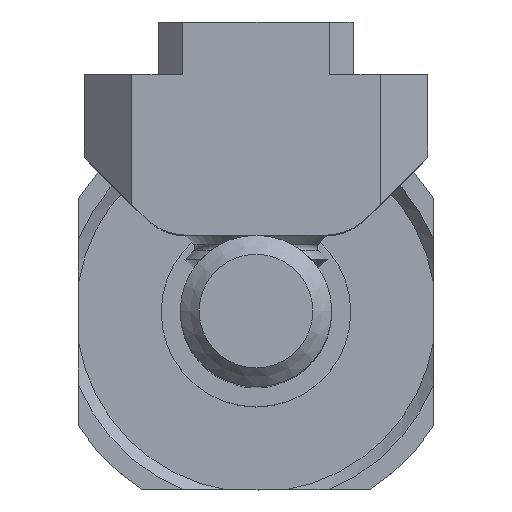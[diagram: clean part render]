
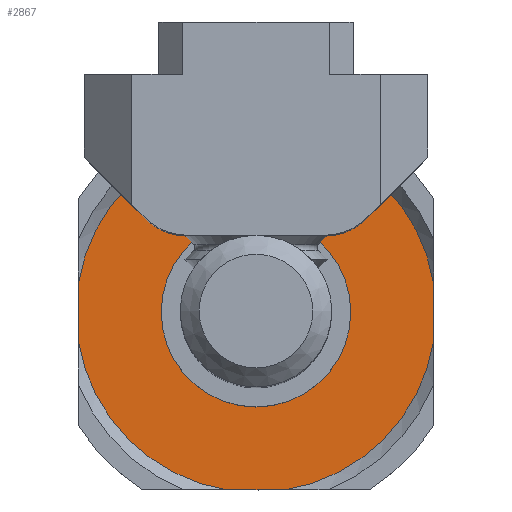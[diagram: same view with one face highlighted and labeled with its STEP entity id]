
A CAD part, top view. The second image highlights one B-rep face of the part: STEP entity #2867.
In plain terms, the highlighted planar face has unit normal (0, 0, 1).
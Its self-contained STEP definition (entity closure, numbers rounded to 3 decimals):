
#2583=CARTESIAN_POINT('',(-4.0,-3.2,0.0));
#2584=VERTEX_POINT('',#2583);
#2585=CARTESIAN_POINT('',(0.,-3.2,0.0));
#2586=DIRECTION('',(0.0,0.0,1.0));
#2587=DIRECTION('',(-1.0,0.0,0.0));
#2588=AXIS2_PLACEMENT_3D('',#2585,#2586,#2587);
#2589=CIRCLE('',#2588,4.0);
#2590=EDGE_CURVE('',#2584,#2584,#2589,.T.);
#2667=CARTESIAN_POINT('',(1.229,4.3,0.0));
#2668=VERTEX_POINT('',#2667);
#2682=CARTESIAN_POINT('',(7.5,-1.971,0.0));
#2683=VERTEX_POINT('',#2682);
#2684=CARTESIAN_POINT('',(0.,-3.2,0.0));
#2685=DIRECTION('',(0.0,0.0,1.0));
#2686=DIRECTION('',(-1.0,0.0,0.0));
#2687=AXIS2_PLACEMENT_3D('',#2684,#2685,#2686);
#2688=CIRCLE('',#2687,7.6);
#2689=EDGE_CURVE('',#2683,#2668,#2688,.T.);
#2712=CARTESIAN_POINT('',(1.229,-10.7,0.0));
#2713=VERTEX_POINT('',#2712);
#2714=CARTESIAN_POINT('',(7.5,-4.429,0.0));
#2715=VERTEX_POINT('',#2714);
#2716=CARTESIAN_POINT('',(0.,-3.2,0.0));
#2717=DIRECTION('',(0.0,0.0,1.0));
#2718=DIRECTION('',(-1.0,0.0,0.0));
#2719=AXIS2_PLACEMENT_3D('',#2716,#2717,#2718);
#2720=CIRCLE('',#2719,7.6);
#2721=EDGE_CURVE('',#2713,#2715,#2720,.T.);
#2768=CARTESIAN_POINT('',(-7.5,-4.429,0.0));
#2769=VERTEX_POINT('',#2768);
#2770=CARTESIAN_POINT('',(-1.229,-10.7,0.0));
#2771=VERTEX_POINT('',#2770);
#2772=CARTESIAN_POINT('',(0.,-3.2,0.0));
#2773=DIRECTION('',(0.0,0.0,1.0));
#2774=DIRECTION('',(-1.0,0.0,0.0));
#2775=AXIS2_PLACEMENT_3D('',#2772,#2773,#2774);
#2776=CIRCLE('',#2775,7.6);
#2777=EDGE_CURVE('',#2769,#2771,#2776,.T.);
#2819=CARTESIAN_POINT('',(0.,4.4,0.0));
#2820=DIRECTION('',(0.0,0.0,1.0));
#2821=DIRECTION('',(1.0,0.0,0.0));
#2822=AXIS2_PLACEMENT_3D('',#2819,#2820,#2821);
#2823=PLANE('',#2822);
#2824=ORIENTED_EDGE('',*,*,#2689,.T.);
#2825=CARTESIAN_POINT('',(-1.229,4.3,0.0));
#2826=VERTEX_POINT('',#2825);
#2827=CARTESIAN_POINT('',(-1.229,4.3,0.0));
#2828=DIRECTION('',(1.0,0.0,0.0));
#2829=VECTOR('',#2828,2.458);
#2830=LINE('',#2827,#2829);
#2831=EDGE_CURVE('',#2826,#2668,#2830,.T.);
#2832=ORIENTED_EDGE('',*,*,#2831,.F.);
#2833=CARTESIAN_POINT('',(-7.5,-1.971,0.0));
#2834=VERTEX_POINT('',#2833);
#2835=CARTESIAN_POINT('',(0.,-3.2,0.0));
#2836=DIRECTION('',(0.0,0.0,1.0));
#2837=DIRECTION('',(-1.0,0.0,0.0));
#2838=AXIS2_PLACEMENT_3D('',#2835,#2836,#2837);
#2839=CIRCLE('',#2838,7.6);
#2840=EDGE_CURVE('',#2826,#2834,#2839,.T.);
#2841=ORIENTED_EDGE('',*,*,#2840,.T.);
#2842=CARTESIAN_POINT('',(-7.5,-4.429,0.0));
#2843=DIRECTION('',(0.0,1.0,0.0));
#2844=VECTOR('',#2843,2.458);
#2845=LINE('',#2842,#2844);
#2846=EDGE_CURVE('',#2769,#2834,#2845,.T.);
#2847=ORIENTED_EDGE('',*,*,#2846,.F.);
#2848=ORIENTED_EDGE('',*,*,#2777,.T.);
#2849=CARTESIAN_POINT('',(1.229,-10.7,0.0));
#2850=DIRECTION('',(-1.0,0.0,0.0));
#2851=VECTOR('',#2850,2.458);
#2852=LINE('',#2849,#2851);
#2853=EDGE_CURVE('',#2713,#2771,#2852,.T.);
#2854=ORIENTED_EDGE('',*,*,#2853,.F.);
#2855=ORIENTED_EDGE('',*,*,#2721,.T.);
#2856=CARTESIAN_POINT('',(7.5,-1.971,0.0));
#2857=DIRECTION('',(0.0,-1.0,0.0));
#2858=VECTOR('',#2857,2.458);
#2859=LINE('',#2856,#2858);
#2860=EDGE_CURVE('',#2683,#2715,#2859,.T.);
#2861=ORIENTED_EDGE('',*,*,#2860,.F.);
#2862=EDGE_LOOP('',(#2824,#2832,#2841,#2847,#2848,#2854,#2855,#2861));
#2863=FACE_OUTER_BOUND('',#2862,.T.);
#2864=ORIENTED_EDGE('',*,*,#2590,.F.);
#2865=EDGE_LOOP('',(#2864));
#2866=FACE_BOUND('',#2865,.T.);
#2867=ADVANCED_FACE('',(#2863,#2866),#2823,.T.);
